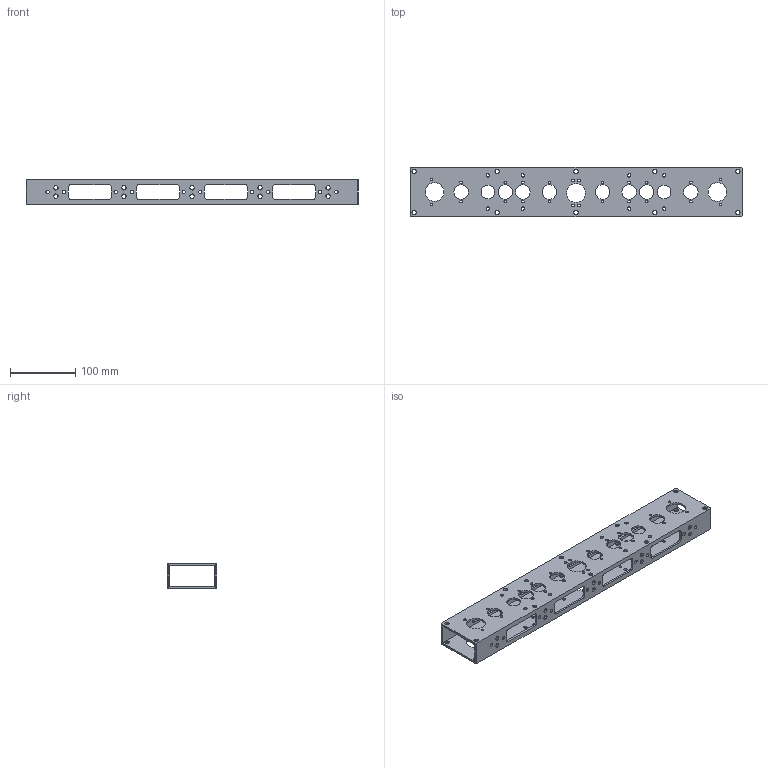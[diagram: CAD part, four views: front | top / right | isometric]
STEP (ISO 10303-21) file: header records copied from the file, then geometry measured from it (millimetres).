
FILE_DESCRIPTION (( 'STEP AP214' ), '1' );
FILE_NAME ('am-2200 NanoTube20 Rev4-1.STEP', '2016-12-27T18:43:08', ( '' ), ( '' ), 'SwSTEP 2.0', 'SolidWorks 2014', '' );
FILE_SCHEMA (( 'AUTOMOTIVE_DESIGN' ));
Length unit declared in the file: inch
Products named in the file (1): am-2200 NanoTube20 Rev4-1
Bounding box: 508 x 76.2 x 38.1 mm (x, y, z)
Volume: 265339.5 mm3; surface area: 185266.5 mm2
Topology: 1 solids, 1 shells, 378 faces, 1128 edges, 752 vertices
Faces by surface type: cylinder 332, plane 46
Entity records: 15020 total; most frequent: DIRECTION 2550, CARTESIAN_POINT 2259, ORIENTED_EDGE 2256, EDGE_CURVE 1128, AXIS2_PLACEMENT_3D 1043, VERTEX_POINT 752, EDGE_LOOP 696, CIRCLE 664
